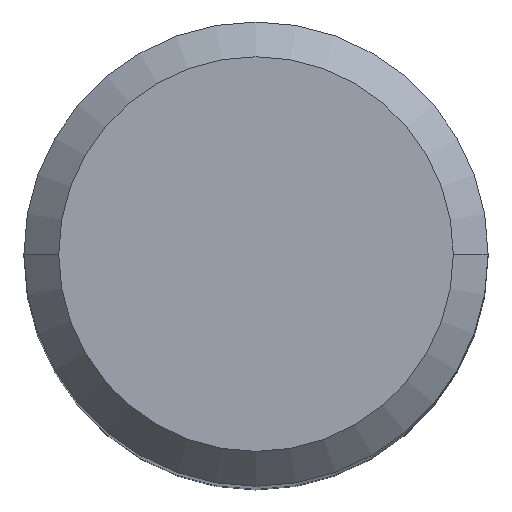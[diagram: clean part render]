
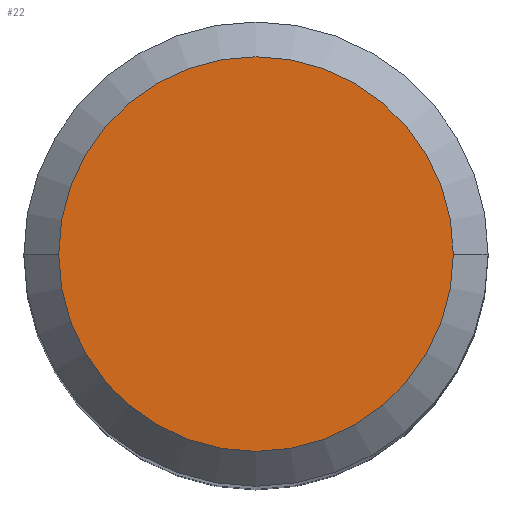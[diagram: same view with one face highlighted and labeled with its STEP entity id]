
A CAD part, top view. The second image highlights one B-rep face of the part: STEP entity #22.
In plain terms, the highlighted planar face has unit normal (0, 0, 1).
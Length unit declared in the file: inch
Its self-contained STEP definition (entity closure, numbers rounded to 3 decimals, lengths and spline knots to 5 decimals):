
#20 = CARTESIAN_POINT ( 'NONE',  ( 0., 0., 0. ) ) ;
#22 = ADVANCED_FACE ( 'NONE', ( #433 ), #85, .F. ) ;
#53 = DIRECTION ( 'NONE',  ( 1., 0., 0. ) ) ;
#85 = PLANE ( 'NONE',  #370 ) ;
#120 = VERTEX_POINT ( 'NONE', #412 ) ;
#144 = VERTEX_POINT ( 'NONE', #414 ) ;
#164 = DIRECTION ( 'NONE',  ( 0., 0., 1. ) ) ;
#165 = CARTESIAN_POINT ( 'NONE',  ( 0., 0., 0. ) ) ;
#176 = EDGE_CURVE ( 'NONE', #144, #120, #310, .T. ) ;
#190 = AXIS2_PLACEMENT_3D ( 'NONE', #165, #410, #53 ) ;
#234 = DIRECTION ( 'NONE',  ( 0., 0., -1. ) ) ;
#260 = DIRECTION ( 'NONE',  ( -1., 0., 0. ) ) ;
#272 = ORIENTED_EDGE ( 'NONE', *, *, #299, .T. ) ;
#283 = EDGE_LOOP ( 'NONE', ( #272, #438 ) ) ;
#293 = CARTESIAN_POINT ( 'NONE',  ( 0., 0., 0. ) ) ;
#299 = EDGE_CURVE ( 'NONE', #120, #144, #306, .T. ) ;
#306 = CIRCLE ( 'NONE', #362, 0.3012 ) ;
#308 = DIRECTION ( 'NONE',  ( 1., 0., 0. ) ) ;
#310 = CIRCLE ( 'NONE', #190, 0.3012 ) ;
#362 = AXIS2_PLACEMENT_3D ( 'NONE', #20, #164, #308 ) ;
#370 = AXIS2_PLACEMENT_3D ( 'NONE', #293, #234, #260 ) ;
#410 = DIRECTION ( 'NONE',  ( 0., 0., 1. ) ) ;
#412 = CARTESIAN_POINT ( 'NONE',  ( -0.3012, 0., 0. ) ) ;
#414 = CARTESIAN_POINT ( 'NONE',  ( 0.3012, 0., 0. ) ) ;
#433 = FACE_OUTER_BOUND ( 'NONE', #283, .T. ) ;
#438 = ORIENTED_EDGE ( 'NONE', *, *, #176, .T. ) ;
